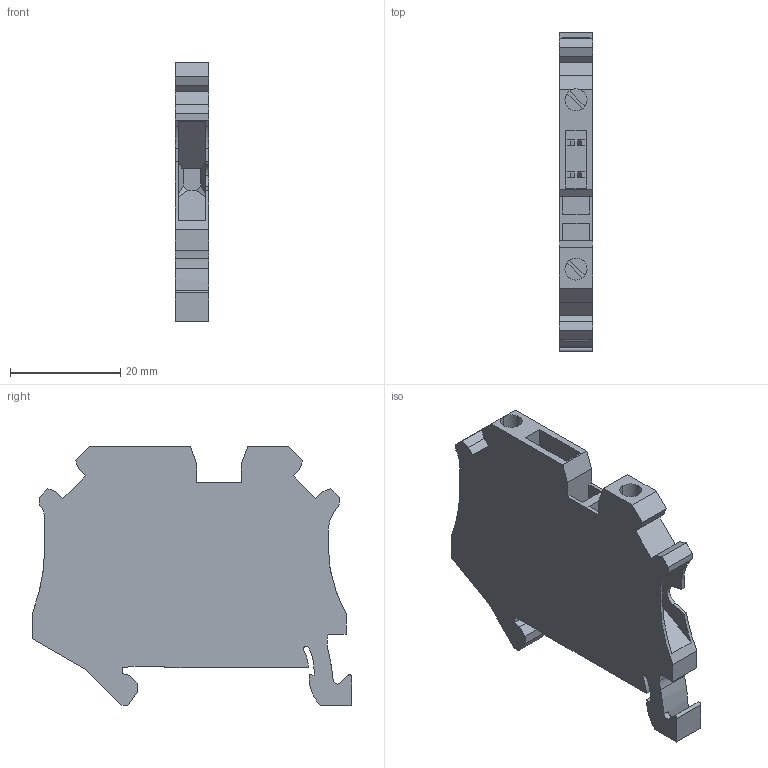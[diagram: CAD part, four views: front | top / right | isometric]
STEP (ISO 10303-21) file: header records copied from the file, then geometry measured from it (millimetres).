
FILE_DESCRIPTION(('STEP AP214'),'1');
FILE_NAME('cctmp_83601534-B842-4D3C-BFAB-F27CF94B167B_2023_07_24_09_31_53_0289..stp','2023-07-24T07:31:53',('SIEMENS A&D'),('CADClick - www.CADClick.com'),'Spatial InterOp 3D postprocessed',' ','unknown authorization');
FILE_SCHEMA(('AUTOMOTIVE_DESIGN'));
Length unit declared in the file: millimetre
Products named in the file (1): 2023_07_24_09_31_53_0282
Bounding box: 6.15 x 57.8 x 46.85 mm (x, y, z)
Volume: 10637.1 mm3; surface area: 6898.5 mm2
Topology: 1 solids, 1 shells, 172 faces, 496 edges, 328 vertices
Faces by surface type: plane 138, cylinder 34
Entity records: 6143 total; most frequent: CARTESIAN_POINT 1003, ORIENTED_EDGE 992, DIRECTION 921, EDGE_CURVE 496, LINE 413, VECTOR 413, VERTEX_POINT 328, AXIS2_PLACEMENT_3D 254
